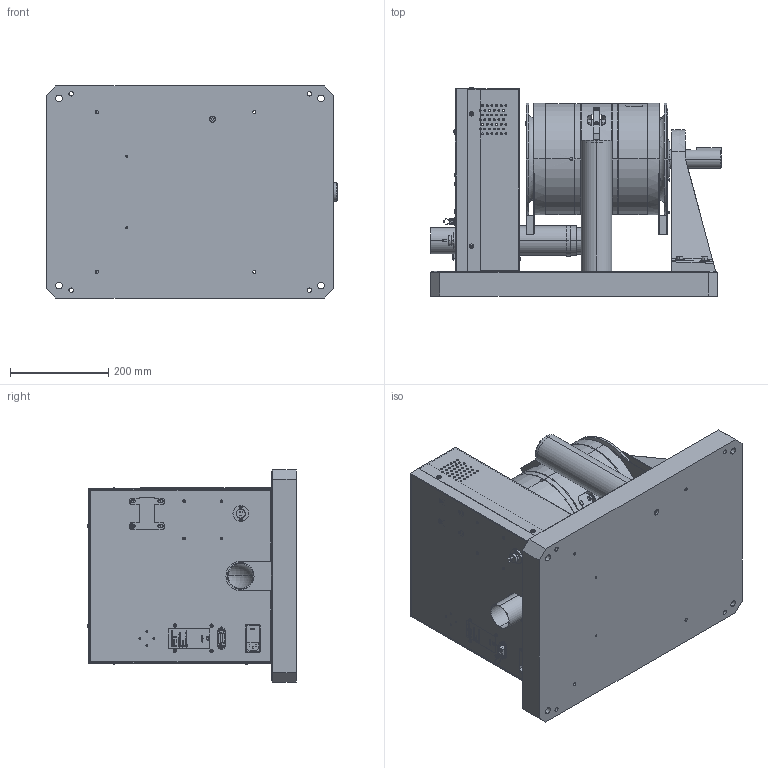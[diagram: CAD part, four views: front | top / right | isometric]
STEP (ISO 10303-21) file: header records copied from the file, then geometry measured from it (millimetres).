
FILE_DESCRIPTION (( 'STEP AP214' ), '1' );
FILE_NAME ('ED-815_EF.STEP', '2016-09-20T13:04:51', ( 'magtrol' ), ( '' ), 'SwSTEP 2.0', 'SolidWorks 2016', '' );
FILE_SCHEMA (( 'AUTOMOTIVE_DESIGN' ));
Length unit declared in the file: inch
Products named in the file (1): ED-815_EF
Bounding box: 592.17 x 424.84 x 431.8 mm (x, y, z)
Surface area: 2300848.9 mm2 (no closed solid volume)
Topology: 0 solids, 199 shells, 1202 faces, 6501 edges, 5438 vertices
Faces by surface type: cylinder 543, plane 516, torus 71, cone 70, bspline 2
Entity records: 92693 total; most frequent: CARTESIAN_POINT 26917, DIRECTION 9985, ORIENTED_EDGE 8622, EDGE_CURVE 6501, VERTEX_POINT 5438, VECTOR 3523, LINE 3523, AXIS2_PLACEMENT_3D 3231
